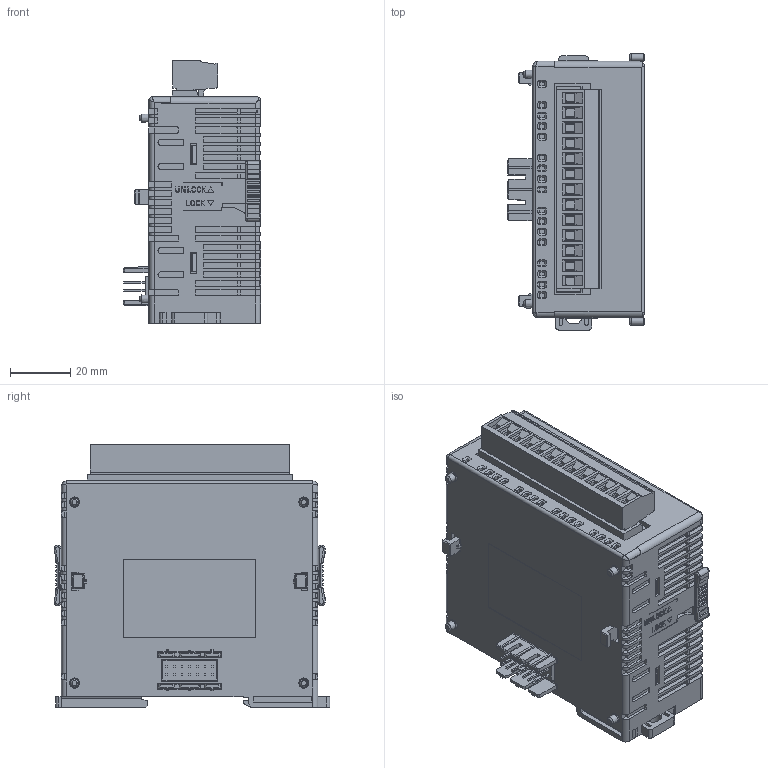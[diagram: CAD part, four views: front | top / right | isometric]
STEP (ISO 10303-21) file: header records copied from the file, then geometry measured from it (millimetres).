
FILE_DESCRIPTION (( 'STEP AP214' ), '1' );
FILE_NAME ('C0-04TRS-10.STEP', '2019-11-07T20:09:29', ( '' ), ( '' ), 'SwSTEP 2.0', 'SolidWorks 2019', '' );
FILE_SCHEMA (( 'AUTOMOTIVE_DESIGN' ));
Length unit declared in the file: inch
Products named in the file (1): C0-04TRS-10
Bounding box: 45.55 x 91.43 x 87 mm (x, y, z)
Volume: 230023.3 mm3; surface area: 41835.1 mm2
Topology: 1 solids, 2 shells, 4458 faces, 12328 edges, 8026 vertices
Faces by surface type: plane 3231, cylinder 1113, cone 80, torus 16, sphere 14, bspline 4
Full cylindrical faces by diameter (mm): 0.609 x1, 1.9 x1, 3.2 x4, 3.783 x13, 4 x13
Entity records: 140474 total; most frequent: CARTESIAN_POINT 25056, ORIENTED_EDGE 24488, DIRECTION 23456, EDGE_CURVE 12244, LINE 9838, VECTOR 9838, VERTEX_POINT 8005, AXIS2_PLACEMENT_3D 6809
